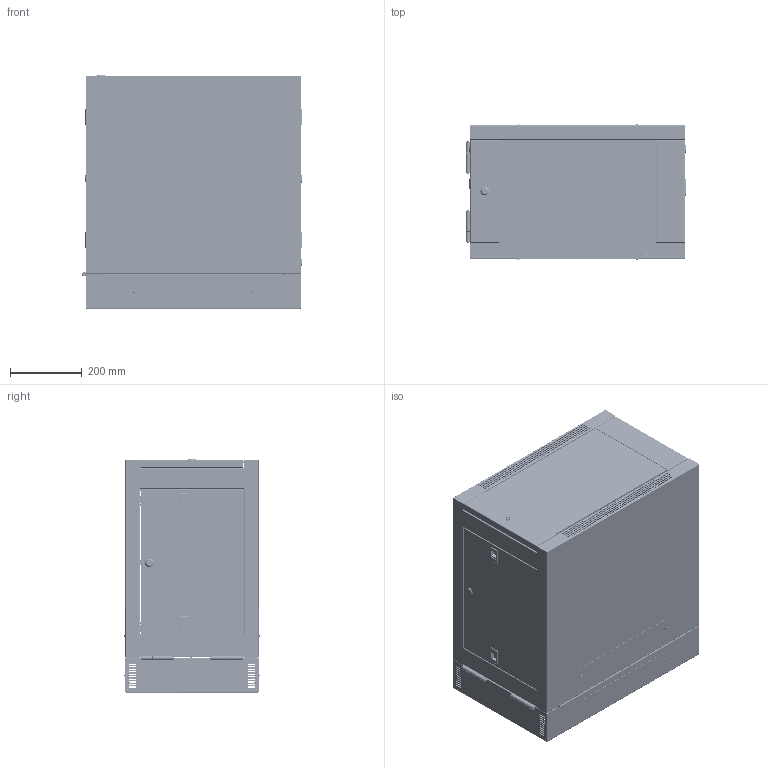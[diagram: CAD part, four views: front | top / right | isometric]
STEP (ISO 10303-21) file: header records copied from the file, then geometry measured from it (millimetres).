
FILE_DESCRIPTION (( 'STEP AP214' ), '1' );
FILE_NAME ('LC-SMB6606_3D.step', '2024-08-16T21:47:55', ( '' ), ( '' ), 'SwSTEP 2.0', 'SolidWorks 2022', '' );
FILE_SCHEMA (( 'AUTOMOTIVE_DESIGN' ));
Length unit declared in the file: inch
Products named in the file (43): Copy of FUJIAN-2^Copy of HK_ASM_Copy of Swing Gate Series_LC-SMB6606; Copy of JH060004^Copy of Swing Gate Series_LC-SMB6606; Copy of HYLZ^Copy of Swing Gate Series_LC-SMB6606; Copy of JH060009^Copy of Swing Gate Series_LC-SMB6606; Copy of LX-GT^Copy of Swing Gate Series_LC-SMB6606; Copy of MENZHOU1^Copy of MENZHOU_ASM_Copy of HK_ASM_Copy of Swing Gate Series_LC-SMB6606; Copy of MENTIAO^Copy of MEN_ASM_Copy of Swing Gate Series_LC-SMB6606; Copy of PDU-K0_ASM^Copy of CM_ASM_Copy of Swing Gate Series_LC-SMB6606; Copy of MS725^Copy of SUO1_ASM_Copy of Swing Gate Series_LC-SMB6606; Copy of SHUOLUOMU^Copy of SUO1_ASM_Copy of Swing Gate Series_LC-SMB6606; Copy of SUO22_ASM^Copy of CM_ASM_Copy of Swing Gate Series_LC-SMB6606; Copy of XX^Copy of MEN_ASM_Copy of Swing Gate Series_LC-SMB6606; Copy of PDU_K2^Copy of PDU-K0_ASM_Copy of CM_ASM_Copy of Swing Gate Series_LC-SMB6606; Copy of CM^Copy of CM_ASM_Copy of Swing Gate Series_LC-SMB6606; Copy of DI^Copy of Swing Gate Series_LC-SMB6606; Copy of SHUOLUO^Copy of SHOU_ASM_Copy of MEN_ASM_Copy of Swing Gate Series_LC-SMB6606; LC-SMB6606_3D; Copy of M4X8LS^Copy of Swing Gate Series_LC-SMB6606; Copy of HK_ASM^Copy of Swing Gate Series_LC-SMB6606; Copy of 2222^Copy of SUO1_ASM_Copy of Swing Gate Series_LC-SMB6606; Copy of DG^Copy of Swing Gate Series_LC-SMB6606; Copy of MEN_ASM^Copy of Swing Gate Series_LC-SMB6606; Copy of SHUOLUOA^Copy of SUO22_ASM_Copy of CM_ASM_Copy of Swing Gate Series_LC-SMB6606; Copy of M6_16^Copy of Swing Gate Series_LC-SMB6606; Copy of SHUOSHEA^Copy of SUO22_ASM_Copy of CM_ASM_Copy of Swing Gate Series_LC-SMB6606; Copy of MENTIAO-1^Copy of MEN_ASM_Copy of Swing Gate Series_LC-SMB6606; Copy of CM_ASM^Copy of Swing Gate Series_LC-SMB6606; Copy of MENZHOU_ASM^Copy of HK_ASM_Copy of Swing Gate Series_LC-SMB6606; Copy of HZJ1^Copy of Swing Gate Series_LC-SMB6606; Copy of GB9074-4-88-M3X6A^Copy of SUO22_ASM_Copy of CM_ASM_Copy of Swing Gate Series_LC-SMB6606; Copy of SUO1_ASM^Copy of Swing Gate Series_LC-SMB6606; Copy of SHUOSHE^Copy of SHOU_ASM_Copy of MEN_ASM_Copy of Swing Gate Series_LC-SMB6606; Copy of HK^Copy of HK_ASM_Copy of Swing Gate Series_LC-SMB6606; Copy of GB9074-4-88-M3X6^Copy of SHOU_ASM_Copy of MEN_ASM_Copy of Swing Gate Series_LC-SMB6606; Copy of SHOU_ASM^Copy of MEN_ASM_Copy of Swing Gate Series_LC-SMB6606; Copy of SHUO^Copy of SHOU_ASM_Copy of MEN_ASM_Copy of Swing Gate Series_LC-SMB6606; Copy of JH060004^Copy of HK_ASM_Copy of Swing Gate Series_LC-SMB6606; Copy of PDU_K1^Copy of PDU-K0_ASM_Copy of CM_ASM_Copy of Swing Gate Series_LC-SMB6606; Copy of SHUOA^Copy of SUO22_ASM_Copy of CM_ASM_Copy of Swing Gate Series_LC-SMB6606; Copy of QLZ^Copy of Swing Gate Series_LC-SMB6606 ...
Assembly tree (68 placements, depth 5):
  LC-SMB6606_3D
    Copy of Swing Gate Series^LC-SMB6606
      Copy of HK_ASM^Copy of Swing Gate Series_LC-SMB6606
        Copy of MENZHOU_ASM^Copy of HK_ASM_Copy of Swing Gate Series_LC-SMB6606  x2
          Copy of MENZHOU2^Copy of MENZHOU_ASM_Copy of HK_ASM_Copy of Swing Gate Series_LC-SMB6606
          Copy of MENZHOU1^Copy of MENZHOU_ASM_Copy of HK_ASM_Copy of Swing Gate Series_LC-SMB6606
        Copy of HK^Copy of HK_ASM_Copy of Swing Gate Series_LC-SMB6606
        Copy of JH060004^Copy of HK_ASM_Copy of Swing Gate Series_LC-SMB6606  x2
        Copy of FUJIAN-2^Copy of HK_ASM_Copy of Swing Gate Series_LC-SMB6606  x2
      Copy of CM_ASM^Copy of Swing Gate Series_LC-SMB6606  x2
        Copy of PDU-K0_ASM^Copy of CM_ASM_Copy of Swing Gate Series_LC-SMB6606
          Copy of PDU_K2^Copy of PDU-K0_ASM_Copy of CM_ASM_Copy of Swing Gate Series_LC-SMB6606
          Copy of PDU_K1^Copy of PDU-K0_ASM_Copy of CM_ASM_Copy of Swing Gate Series_LC-SMB6606
        Copy of SUO22_ASM^Copy of CM_ASM_Copy of Swing Gate Series_LC-SMB6606
          Copy of SHUOA^Copy of SUO22_ASM_Copy of CM_ASM_Copy of Swing Gate Series_LC-SMB6606
          Copy of SHUOLUOA^Copy of SUO22_ASM_Copy of CM_ASM_Copy of Swing Gate Series_LC-SMB6606
          Copy of SHUOSHEA^Copy of SUO22_ASM_Copy of CM_ASM_Copy of Swing Gate Series_LC-SMB6606
          Copy of GB9074-4-88-M3X6A^Copy of SUO22_ASM_Copy of CM_ASM_Copy of Swing Gate Series_LC-SMB6606
        Copy of CM^Copy of CM_ASM_Copy of Swing Gate Series_LC-SMB6606
      Copy of SUO1_ASM^Copy of Swing Gate Series_LC-SMB6606
        Copy of MS725^Copy of SUO1_ASM_Copy of Swing Gate Series_LC-SMB6606
        Copy of SHUOLUOMU^Copy of SUO1_ASM_Copy of Swing Gate Series_LC-SMB6606
        Copy of 2222^Copy of SUO1_ASM_Copy of Swing Gate Series_LC-SMB6606
      Copy of MEN_ASM^Copy of Swing Gate Series_LC-SMB6606
        Copy of SHOU_ASM^Copy of MEN_ASM_Copy of Swing Gate Series_LC-SMB6606
          Copy of SHUO^Copy of SHOU_ASM_Copy of MEN_ASM_Copy of Swing Gate Series_LC-SMB6606
          Copy of GB9074-4-88-M3X6^Copy of SHOU_ASM_Copy of MEN_ASM_Copy of Swing Gate Series_LC-SMB6606
          Copy of SHUOSHE^Copy of SHOU_ASM_Copy of MEN_ASM_Copy of Swing Gate Series_LC-SMB6606
          Copy of SHUOLUO^Copy of SHOU_ASM_Copy of MEN_ASM_Copy of Swing Gate Series_LC-SMB6606
        Copy of MENTIAO-1^Copy of MEN_ASM_Copy of Swing Gate Series_LC-SMB6606
        Copy of MENTIAO^Copy of MEN_ASM_Copy of Swing Gate Series_LC-SMB6606
        Copy of BOLI^Copy of MEN_ASM_Copy of Swing Gate Series_LC-SMB6606
        Copy of XX^Copy of MEN_ASM_Copy of Swing Gate Series_LC-SMB6606  x2
      Copy of DG^Copy of Swing Gate Series_LC-SMB6606
      Copy of QLZ^Copy of Swing Gate Series_LC-SMB6606  x2
      Copy of HYLZ^Copy of Swing Gate Series_LC-SMB6606  x2
      Copy of DI^Copy of Swing Gate Series_LC-SMB6606
      Copy of HZJ1^Copy of Swing Gate Series_LC-SMB6606  x4
      Copy of JH060009^Copy of Swing Gate Series_LC-SMB6606  x4
      Copy of JH060004^Copy of Swing Gate Series_LC-SMB6606  x2
      Copy of M6_16^Copy of Swing Gate Series_LC-SMB6606  x2
      Copy of M4X8LS^Copy of Swing Gate Series_LC-SMB6606  x8
      Copy of LX-GT^Copy of Swing Gate Series_LC-SMB6606  x2
Bounding box: 612.6 x 375.88 x 652.5 mm (x, y, z)
Volume: 3307214.9 mm3; surface area: 4655349.8 mm2
Topology: 91 solids, 95 shells, 5730 faces, 15571 edges, 10004 vertices
Faces by surface type: plane 3335, cylinder 1903, bspline 328, cone 90, sphere 42, torus 32
Entity records: 142944 total; most frequent: CARTESIAN_POINT 62170, ORIENTED_EDGE 16754, DIRECTION 15403, EDGE_CURVE 8379, VERTEX_POINT 5369, VECTOR 5195, LINE 5195, AXIS2_PLACEMENT_3D 5104
